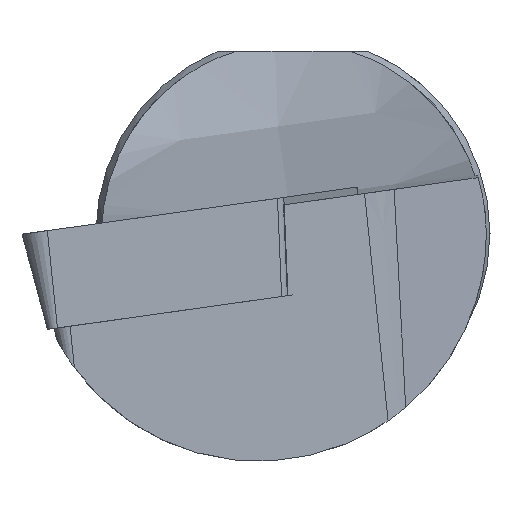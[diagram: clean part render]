
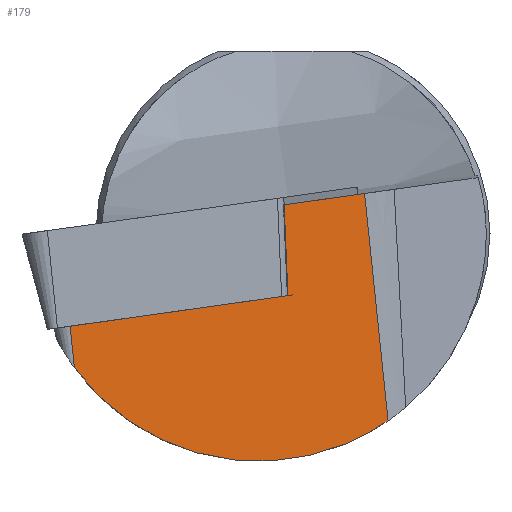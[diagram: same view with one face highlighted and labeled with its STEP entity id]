
A CAD part, left-side view. The second image highlights one B-rep face of the part: STEP entity #179.
In plain terms, the highlighted planar face has unit normal (-0.947, -0.31, -0.08).
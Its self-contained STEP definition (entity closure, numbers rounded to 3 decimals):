
#179=ADVANCED_FACE('',(#230),#213,.T.);
#213=PLANE('',#707);
#230=FACE_OUTER_BOUND('',#263,.T.);
#263=EDGE_LOOP('',(#312,#313,#314,#315,#316,#317));
#299=ELLIPSE('',#706,9.763,9.25);
#312=ORIENTED_EDGE('',*,*,#541,.F.);
#313=ORIENTED_EDGE('',*,*,#542,.F.);
#314=ORIENTED_EDGE('',*,*,#543,.F.);
#315=ORIENTED_EDGE('',*,*,#544,.T.);
#316=ORIENTED_EDGE('',*,*,#545,.T.);
#317=ORIENTED_EDGE('',*,*,#546,.T.);
#484=VERTEX_POINT('',#938);
#485=VERTEX_POINT('',#939);
#486=VERTEX_POINT('',#941);
#487=VERTEX_POINT('',#943);
#488=VERTEX_POINT('',#945);
#489=VERTEX_POINT('',#947);
#541=EDGE_CURVE('',#484,#485,#625,.T.);
#542=EDGE_CURVE('',#486,#484,#626,.T.);
#543=EDGE_CURVE('',#487,#486,#627,.T.);
#544=EDGE_CURVE('',#487,#488,#299,.T.);
#545=EDGE_CURVE('',#488,#489,#628,.T.);
#546=EDGE_CURVE('',#489,#485,#629,.T.);
#625=LINE('',#937,#665);
#626=LINE('',#940,#666);
#627=LINE('',#942,#667);
#628=LINE('',#946,#668);
#629=LINE('',#948,#669);
#665=VECTOR('',#774,1.);
#666=VECTOR('',#775,1.);
#667=VECTOR('',#776,1.);
#668=VECTOR('',#779,1.);
#669=VECTOR('',#780,1.);
#706=AXIS2_PLACEMENT_3D('',#944,#777,#778);
#707=AXIS2_PLACEMENT_3D('',#949,#781,#782);
#774=DIRECTION('',(-0.097,0.042,0.994));
#775=DIRECTION('',(0.298,-0.945,0.133));
#776=DIRECTION('',(-0.116,0.102,0.988));
#777=DIRECTION('',(-0.947,-0.31,-0.08));
#778=DIRECTION('',(0.32,-0.918,-0.235));
#779=DIRECTION('',(-0.116,0.102,0.988));
#780=DIRECTION('',(-0.298,0.945,-0.133));
#781=DIRECTION('',(-0.947,-0.31,-0.08));
#782=DIRECTION('',(-0.311,0.95,0.));
#937=CARTESIAN_POINT('',(3.183,0.37,0.854));
#938=CARTESIAN_POINT('',(3.514,0.227,-2.527));
#939=CARTESIAN_POINT('',(3.153,0.383,1.157));
#940=CARTESIAN_POINT('',(0.733,9.047,-3.767));
#941=CARTESIAN_POINT('',(0.733,9.047,-3.767));
#942=CARTESIAN_POINT('',(0.267,9.456,0.185));
#943=CARTESIAN_POINT('',(0.931,8.873,-5.451));
#944=CARTESIAN_POINT('',(2.918,1.4,0.));
#945=CARTESIAN_POINT('',(5.277,-3.861,-7.608));
#946=CARTESIAN_POINT('',(4.156,-2.876,1.918));
#947=CARTESIAN_POINT('',(4.191,-2.907,1.619));
#948=CARTESIAN_POINT('',(3.202,0.229,1.178));
#949=CARTESIAN_POINT('',(0.267,9.456,0.185));
